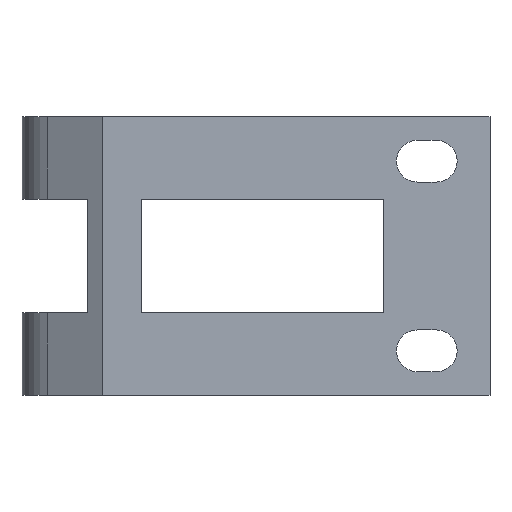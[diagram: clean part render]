
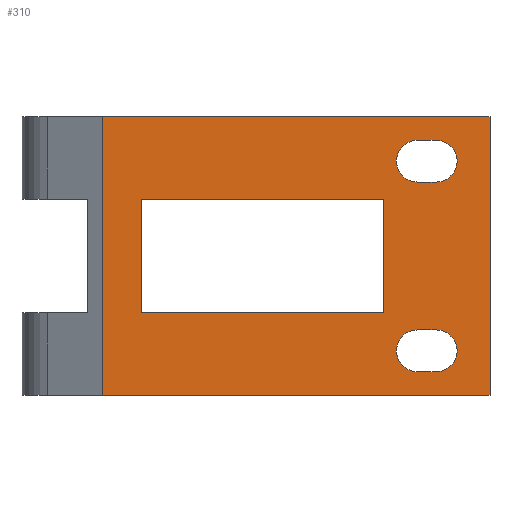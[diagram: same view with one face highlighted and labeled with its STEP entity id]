
A CAD part, front view. The second image highlights one B-rep face of the part: STEP entity #310.
In plain terms, the highlighted planar face has unit normal (0, -1, 0).
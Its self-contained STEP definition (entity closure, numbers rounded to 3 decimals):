
#49 = VERTEX_POINT ( 'NONE', #567 ) ;
#68 = EDGE_CURVE ( 'NONE', #144, #49, #552, .T. ) ;
#90 = VERTEX_POINT ( 'NONE', #629 ) ;
#94 = VERTEX_POINT ( 'NONE', #625 ) ;
#102 = ORIENTED_EDGE ( 'NONE', *, *, #427, .F. ) ;
#104 = ORIENTED_EDGE ( 'NONE', *, *, #68, .T. ) ;
#111 = EDGE_LOOP ( 'NONE', ( #372, #412, #435, #370 ) ) ;
#115 = EDGE_CURVE ( 'NONE', #94, #90, #603, .T. ) ;
#118 = EDGE_LOOP ( 'NONE', ( #119, #104, #102, #337 ) ) ;
#119 = ORIENTED_EDGE ( 'NONE', *, *, #376, .F. ) ;
#144 = VERTEX_POINT ( 'NONE', #699 ) ;
#266 = EDGE_CURVE ( 'NONE', #348, #268, #1208, .T. ) ;
#268 = VERTEX_POINT ( 'NONE', #1211 ) ;
#288 = EDGE_CURVE ( 'NONE', #345, #293, #729, .T. ) ;
#293 = VERTEX_POINT ( 'NONE', #725 ) ;
#308 = ORIENTED_EDGE ( 'NONE', *, *, #288, .F. ) ;
#309 = ORIENTED_EDGE ( 'NONE', *, *, #428, .F. ) ;
#310 = ADVANCED_FACE ( 'NONE', ( #769, #774, #748, #749 ), #773, .F. ) ;
#311 = VERTEX_POINT ( 'NONE', #764 ) ;
#312 = ORIENTED_EDGE ( 'NONE', *, *, #355, .F. ) ;
#313 = ORIENTED_EDGE ( 'NONE', *, *, #338, .F. ) ;
#315 = VERTEX_POINT ( 'NONE', #763 ) ;
#336 = EDGE_LOOP ( 'NONE', ( #381, #446, #353, #445 ) ) ;
#337 = ORIENTED_EDGE ( 'NONE', *, *, #115, .F. ) ;
#338 = EDGE_CURVE ( 'NONE', #311, #345, #824, .T. ) ;
#342 = VERTEX_POINT ( 'NONE', #822 ) ;
#345 = VERTEX_POINT ( 'NONE', #776 ) ;
#346 = EDGE_CURVE ( 'NONE', #342, #268, #747, .T. ) ;
#348 = VERTEX_POINT ( 'NONE', #808 ) ;
#353 = ORIENTED_EDGE ( 'NONE', *, *, #447, .F. ) ;
#355 = EDGE_CURVE ( 'NONE', #356, #311, #793, .T. ) ;
#356 = VERTEX_POINT ( 'NONE', #823 ) ;
#357 = EDGE_CURVE ( 'NONE', #358, #426, #735, .T. ) ;
#358 = VERTEX_POINT ( 'NONE', #836 ) ;
#370 = ORIENTED_EDGE ( 'NONE', *, *, #406, .T. ) ;
#372 = ORIENTED_EDGE ( 'NONE', *, *, #266, .T. ) ;
#375 = EDGE_CURVE ( 'NONE', #426, #315, #855, .T. ) ;
#376 = EDGE_CURVE ( 'NONE', #144, #94, #852, .T. ) ;
#380 = EDGE_CURVE ( 'NONE', #443, #342, #837, .T. ) ;
#381 = ORIENTED_EDGE ( 'NONE', *, *, #357, .F. ) ;
#405 = EDGE_LOOP ( 'NONE', ( #308, #313, #312, #309 ) ) ;
#406 = EDGE_CURVE ( 'NONE', #443, #348, #826, .T. ) ;
#407 = EDGE_CURVE ( 'NONE', #408, #358, #832, .T. ) ;
#408 = VERTEX_POINT ( 'NONE', #898 ) ;
#412 = ORIENTED_EDGE ( 'NONE', *, *, #346, .F. ) ;
#426 = VERTEX_POINT ( 'NONE', #916 ) ;
#427 = EDGE_CURVE ( 'NONE', #90, #49, #884, .T. ) ;
#428 = EDGE_CURVE ( 'NONE', #293, #356, #885, .T. ) ;
#435 = ORIENTED_EDGE ( 'NONE', *, *, #380, .F. ) ;
#443 = VERTEX_POINT ( 'NONE', #942 ) ;
#445 = ORIENTED_EDGE ( 'NONE', *, *, #375, .F. ) ;
#446 = ORIENTED_EDGE ( 'NONE', *, *, #407, .F. ) ;
#447 = EDGE_CURVE ( 'NONE', #315, #408, #940, .T. ) ;
#526 = DIRECTION ( 'NONE',  ( 1., 0., 0. ) ) ;
#527 = VECTOR ( 'NONE', #526, 1000. ) ;
#528 = CARTESIAN_POINT ( 'NONE',  ( -12.608, -6., 6.5 ) ) ;
#552 = LINE ( 'NONE', #602, #601 ) ;
#567 = CARTESIAN_POINT ( 'NONE',  ( 9.575, -6., 15.5 ) ) ;
#600 = DIRECTION ( 'NONE',  ( 1., 0., 0. ) ) ;
#601 = VECTOR ( 'NONE', #600, 1000. ) ;
#602 = CARTESIAN_POINT ( 'NONE',  ( -12.608, -6., 15.5 ) ) ;
#603 = LINE ( 'NONE', #528, #527 ) ;
#625 = CARTESIAN_POINT ( 'NONE',  ( -9.575, -6., 6.5 ) ) ;
#629 = CARTESIAN_POINT ( 'NONE',  ( 9.575, -6., 6.5 ) ) ;
#699 = CARTESIAN_POINT ( 'NONE',  ( -9.575, -6., 15.5 ) ) ;
#711 = CARTESIAN_POINT ( 'NONE',  ( 13.75, -6., 20.15 ) ) ;
#714 = DIRECTION ( 'NONE',  ( -1., 0., 0. ) ) ;
#722 = DIRECTION ( 'NONE',  ( -1., 0., 0. ) ) ;
#723 = VECTOR ( 'NONE', #722, 1000. ) ;
#724 = CARTESIAN_POINT ( 'NONE',  ( 13.75, -6., 5.15 ) ) ;
#725 = CARTESIAN_POINT ( 'NONE',  ( 12.25, -6., 5.15 ) ) ;
#729 = LINE ( 'NONE', #724, #723 ) ;
#735 = LINE ( 'NONE', #711, #743 ) ;
#743 = VECTOR ( 'NONE', #714, 1000. ) ;
#744 = DIRECTION ( 'NONE',  ( 0., 0., -1. ) ) ;
#745 = CARTESIAN_POINT ( 'NONE',  ( 18., -6., 22. ) ) ;
#746 = VECTOR ( 'NONE', #744, 1000. ) ;
#747 = LINE ( 'NONE', #745, #746 ) ;
#748 = FACE_BOUND ( 'NONE', #118, .T. ) ;
#749 = FACE_OUTER_BOUND ( 'NONE', #111, .T. ) ;
#752 = DIRECTION ( 'NONE',  ( 0., 0., 1. ) ) ;
#763 = CARTESIAN_POINT ( 'NONE',  ( 12.25, -6., 16.85 ) ) ;
#764 = CARTESIAN_POINT ( 'NONE',  ( 13.75, -6., 1.85 ) ) ;
#767 = CARTESIAN_POINT ( 'NONE',  ( -12.608, -6., 22. ) ) ;
#769 = FACE_BOUND ( 'NONE', #405, .T. ) ;
#770 = DIRECTION ( 'NONE',  ( 0., 1., 0. ) ) ;
#772 = AXIS2_PLACEMENT_3D ( 'NONE', #767, #770, #752 ) ;
#773 = PLANE ( 'NONE',  #772 ) ;
#774 = FACE_BOUND ( 'NONE', #336, .T. ) ;
#776 = CARTESIAN_POINT ( 'NONE',  ( 13.75, -6., 5.15 ) ) ;
#785 = CARTESIAN_POINT ( 'NONE',  ( 13.75, -6., 18.5 ) ) ;
#790 = DIRECTION ( 'NONE',  ( 1., 0., 0. ) ) ;
#791 = VECTOR ( 'NONE', #790, 1000. ) ;
#792 = CARTESIAN_POINT ( 'NONE',  ( 13.75, -6., 1.85 ) ) ;
#793 = LINE ( 'NONE', #792, #791 ) ;
#808 = CARTESIAN_POINT ( 'NONE',  ( -12.608, -6., 0. ) ) ;
#812 = AXIS2_PLACEMENT_3D ( 'NONE', #785, #866, #862 ) ;
#814 = DIRECTION ( 'NONE',  ( 0., 0., -1. ) ) ;
#815 = VECTOR ( 'NONE', #814, 1000. ) ;
#816 = CARTESIAN_POINT ( 'NONE',  ( 13.75, -6., 3.5 ) ) ;
#818 = DIRECTION ( 'NONE',  ( 0., 0., 1. ) ) ;
#819 = DIRECTION ( 'NONE',  ( 0., -1., 0. ) ) ;
#820 = AXIS2_PLACEMENT_3D ( 'NONE', #816, #819, #818 ) ;
#822 = CARTESIAN_POINT ( 'NONE',  ( 18., -6., 22. ) ) ;
#823 = CARTESIAN_POINT ( 'NONE',  ( 12.25, -6., 1.85 ) ) ;
#824 = CIRCLE ( 'NONE', #820, 1.65 ) ;
#825 = CARTESIAN_POINT ( 'NONE',  ( -12.608, -6., 22. ) ) ;
#826 = LINE ( 'NONE', #825, #815 ) ;
#832 = CIRCLE ( 'NONE', #812, 1.65 ) ;
#833 = CARTESIAN_POINT ( 'NONE',  ( 9.575, -6., 15.5 ) ) ;
#834 = VECTOR ( 'NONE', #860, 1000. ) ;
#836 = CARTESIAN_POINT ( 'NONE',  ( 13.75, -6., 20.15 ) ) ;
#837 = LINE ( 'NONE', #861, #834 ) ;
#839 = DIRECTION ( 'NONE',  ( 0., 0., -1. ) ) ;
#840 = VECTOR ( 'NONE', #839, 1000. ) ;
#845 = DIRECTION ( 'NONE',  ( 0., -1., 0. ) ) ;
#846 = CARTESIAN_POINT ( 'NONE',  ( 12.25, -6., 3.5 ) ) ;
#851 = CARTESIAN_POINT ( 'NONE',  ( -9.575, -6., 15.5 ) ) ;
#852 = LINE ( 'NONE', #851, #840 ) ;
#853 = CARTESIAN_POINT ( 'NONE',  ( 12.25, -6., 18.5 ) ) ;
#855 = CIRCLE ( 'NONE', #887, 1.65 ) ;
#860 = DIRECTION ( 'NONE',  ( 1., 0., 0. ) ) ;
#861 = CARTESIAN_POINT ( 'NONE',  ( -12.608, -6., 22. ) ) ;
#862 = DIRECTION ( 'NONE',  ( 0., 0., -1. ) ) ;
#866 = DIRECTION ( 'NONE',  ( 0., -1., 0. ) ) ;
#868 = DIRECTION ( 'NONE',  ( 0., 0., 1. ) ) ;
#872 = AXIS2_PLACEMENT_3D ( 'NONE', #846, #845, #868 ) ;
#884 = LINE ( 'NONE', #833, #895 ) ;
#885 = CIRCLE ( 'NONE', #872, 1.65 ) ;
#887 = AXIS2_PLACEMENT_3D ( 'NONE', #853, #891, #890 ) ;
#890 = DIRECTION ( 'NONE',  ( 0., 0., -1. ) ) ;
#891 = DIRECTION ( 'NONE',  ( 0., -1., 0. ) ) ;
#892 = DIRECTION ( 'NONE',  ( 0., 0., 1. ) ) ;
#895 = VECTOR ( 'NONE', #892, 1000. ) ;
#898 = CARTESIAN_POINT ( 'NONE',  ( 13.75, -6., 16.85 ) ) ;
#902 = CARTESIAN_POINT ( 'NONE',  ( 13.75, -6., 16.85 ) ) ;
#906 = VECTOR ( 'NONE', #910, 1000. ) ;
#910 = DIRECTION ( 'NONE',  ( 1., 0., 0. ) ) ;
#916 = CARTESIAN_POINT ( 'NONE',  ( 12.25, -6., 20.15 ) ) ;
#940 = LINE ( 'NONE', #902, #906 ) ;
#942 = CARTESIAN_POINT ( 'NONE',  ( -12.608, -6., 22. ) ) ;
#1205 = DIRECTION ( 'NONE',  ( 1., 0., 0. ) ) ;
#1206 = VECTOR ( 'NONE', #1205, 1000. ) ;
#1207 = CARTESIAN_POINT ( 'NONE',  ( -12.608, -6., 0. ) ) ;
#1208 = LINE ( 'NONE', #1207, #1206 ) ;
#1211 = CARTESIAN_POINT ( 'NONE',  ( 18., -6., 0. ) ) ;
